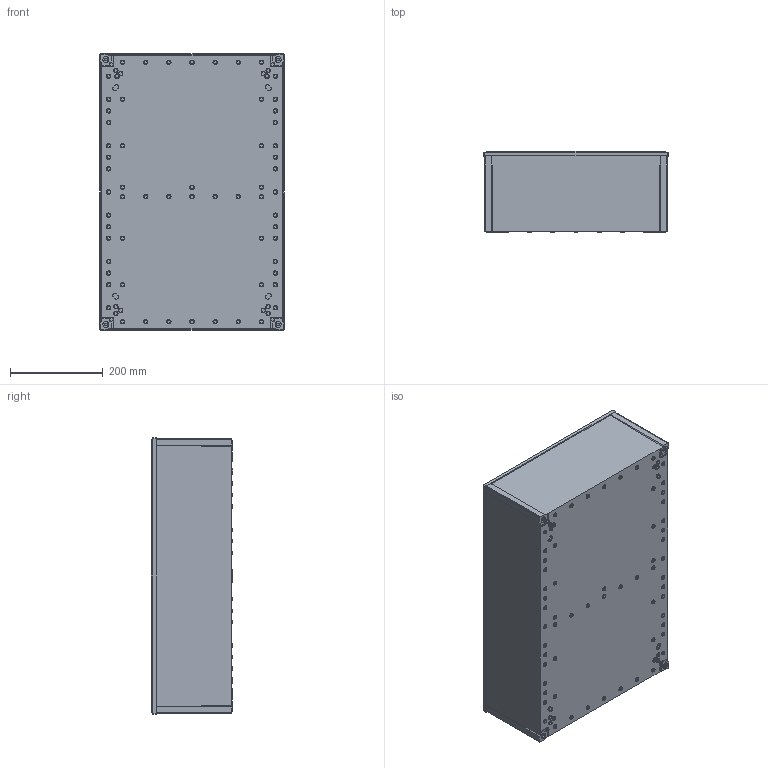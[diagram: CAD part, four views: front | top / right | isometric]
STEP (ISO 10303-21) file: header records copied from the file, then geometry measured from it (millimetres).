
FILE_DESCRIPTION (( 'STEP AP214' ), '1' );
FILE_NAME ('Fibox_CAB_64B.STEP', '2015-12-11T09:11:51', ( '' ), ( '' ), 'SwSTEP 2.0', 'SolidWorks 2014', '' );
FILE_SCHEMA (( 'AUTOMOTIVE_DESIGN' ));
Length unit declared in the file: millimetre
Products named in the file (1): Fibox_CAB_64B
Bounding box: 398 x 175 x 598 mm (x, y, z)
Volume: 2554329.8 mm3; surface area: 1181142.9 mm2
Topology: 1 solids, 1 shells, 1716 faces, 4105 edges, 2734 vertices
Faces by surface type: plane 954, cylinder 590, cone 172
Entity records: 50221 total; most frequent: DIRECTION 9021, CARTESIAN_POINT 8690, ORIENTED_EDGE 8210, EDGE_CURVE 4105, AXIS2_PLACEMENT_3D 3237, VERTEX_POINT 2734, VECTOR 2547, LINE 2547
